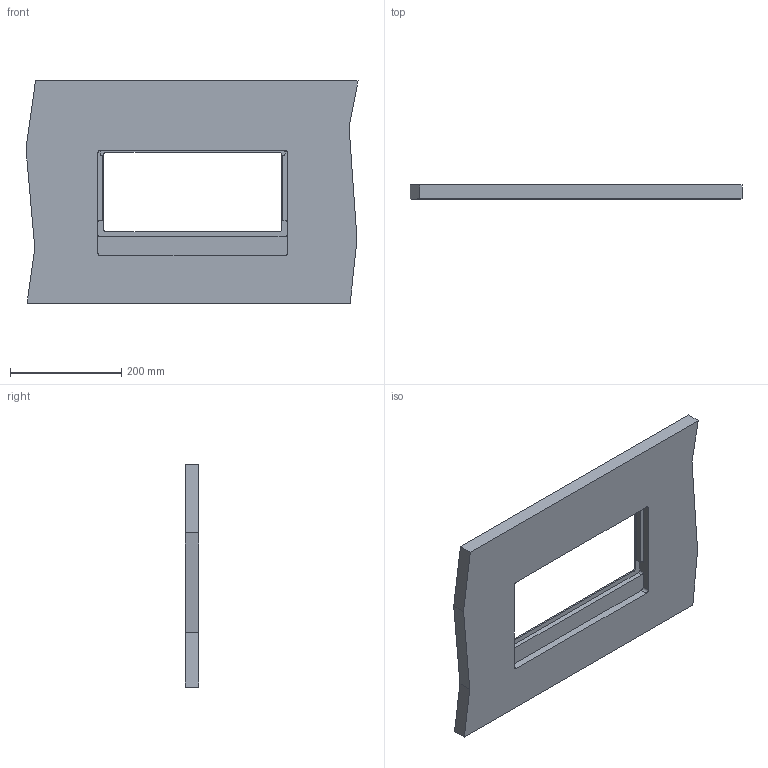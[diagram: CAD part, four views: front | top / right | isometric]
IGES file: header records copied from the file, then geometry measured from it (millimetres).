
Start section: SolidWorks IGES file using analytic representation for surfaces
Global section: file name: 688001.IGS; native system: SolidWorks 2010; preprocessor: SolidWorks 2010; author: jb; date: 110523.085502; units: millimetre
Bounding box: 597.91 x 25 x 400 mm (x, y, z)
Surface area: 481680.5 mm2 (no closed solid volume)
Topology: 0 solids, 0 shells, 1089 faces, 16118 edges, 16118 vertices
Faces by surface type: bspline 1073, revolution 16
